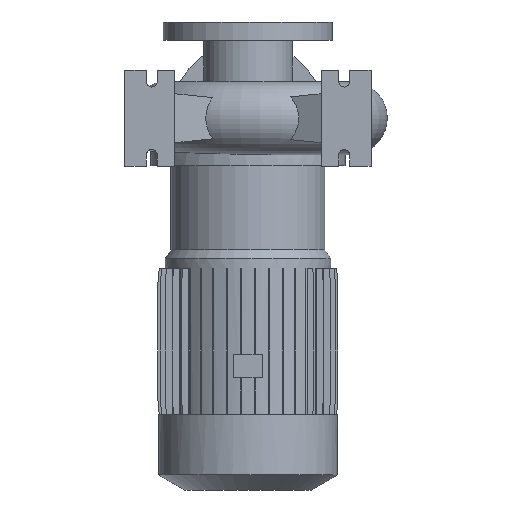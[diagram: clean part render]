
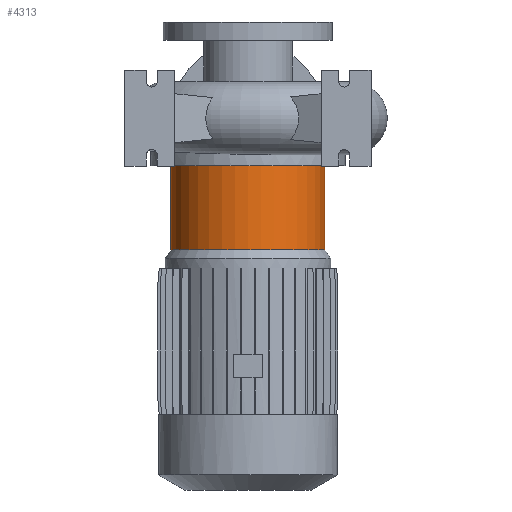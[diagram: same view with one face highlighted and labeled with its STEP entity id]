
A CAD part, front view. The second image highlights one B-rep face of the part: STEP entity #4313.
In plain terms, the highlighted cylindrical face has radius 100 mm (diameter 200 mm), a partial arc.
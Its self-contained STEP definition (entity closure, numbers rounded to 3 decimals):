
#914 = VECTOR ( 'NONE', #4357, 1000. ) ;
#1199 = CIRCLE ( 'NONE', #5923, 100. ) ;
#1452 = CARTESIAN_POINT ( 'NONE',  ( 0., 0., -62. ) ) ;
#1654 = VERTEX_POINT ( 'NONE', #11182 ) ;
#1935 = VERTEX_POINT ( 'NONE', #7619 ) ;
#1980 = CYLINDRICAL_SURFACE ( 'NONE', #8398, 100. ) ;
#3160 = DIRECTION ( 'NONE',  ( 1., 0., 0. ) ) ;
#3319 = CARTESIAN_POINT ( 'NONE',  ( 0., 0., -171.172 ) ) ;
#4224 = AXIS2_PLACEMENT_3D ( 'NONE', #3319, #4508, #11160 ) ;
#4313 = ADVANCED_FACE ( 'NONE', ( #7606 ), #1980, .T. ) ;
#4357 = DIRECTION ( 'NONE',  ( 0., 0., 1. ) ) ;
#4423 = VERTEX_POINT ( 'NONE', #13600 ) ;
#4508 = DIRECTION ( 'NONE',  ( 0., 0., 1. ) ) ;
#5349 = VERTEX_POINT ( 'NONE', #8722 ) ;
#5923 = AXIS2_PLACEMENT_3D ( 'NONE', #1452, #13741, #8180 ) ;
#7544 = DIRECTION ( 'NONE',  ( 0., 0., 1. ) ) ;
#7606 = FACE_OUTER_BOUND ( 'NONE', #11814, .T. ) ;
#7619 = CARTESIAN_POINT ( 'NONE',  ( -100., 0., -62. ) ) ;
#7757 = DIRECTION ( 'NONE',  ( 0., 0., 1. ) ) ;
#7764 = CARTESIAN_POINT ( 'NONE',  ( 100., 0., 125. ) ) ;
#8180 = DIRECTION ( 'NONE',  ( 1., 0., 0. ) ) ;
#8398 = AXIS2_PLACEMENT_3D ( 'NONE', #14493, #7757, #3160 ) ;
#8538 = ORIENTED_EDGE ( 'NONE', *, *, #12154, .F. ) ;
#8722 = CARTESIAN_POINT ( 'NONE',  ( 100., 0., -171.172 ) ) ;
#9799 = ORIENTED_EDGE ( 'NONE', *, *, #12244, .T. ) ;
#10597 = CIRCLE ( 'NONE', #4224, 100. ) ;
#10797 = LINE ( 'NONE', #7764, #914 ) ;
#11160 = DIRECTION ( 'NONE',  ( 1., 0., 0. ) ) ;
#11182 = CARTESIAN_POINT ( 'NONE',  ( -100., 0., -171.172 ) ) ;
#11345 = ORIENTED_EDGE ( 'NONE', *, *, #14120, .F. ) ;
#11814 = EDGE_LOOP ( 'NONE', ( #8538, #9799, #13841, #11345 ) ) ;
#11837 = LINE ( 'NONE', #14146, #12977 ) ;
#12154 = EDGE_CURVE ( 'NONE', #1654, #1935, #11837, .T. ) ;
#12204 = EDGE_CURVE ( 'NONE', #5349, #4423, #10797, .T. ) ;
#12244 = EDGE_CURVE ( 'NONE', #1654, #5349, #10597, .T. ) ;
#12977 = VECTOR ( 'NONE', #7544, 1000. ) ;
#13600 = CARTESIAN_POINT ( 'NONE',  ( 100., 0., -62. ) ) ;
#13741 = DIRECTION ( 'NONE',  ( 0., 0., 1. ) ) ;
#13841 = ORIENTED_EDGE ( 'NONE', *, *, #12204, .T. ) ;
#14120 = EDGE_CURVE ( 'NONE', #1935, #4423, #1199, .T. ) ;
#14146 = CARTESIAN_POINT ( 'NONE',  ( -100., 0., 125. ) ) ;
#14493 = CARTESIAN_POINT ( 'NONE',  ( 0., 0., 125. ) ) ;
